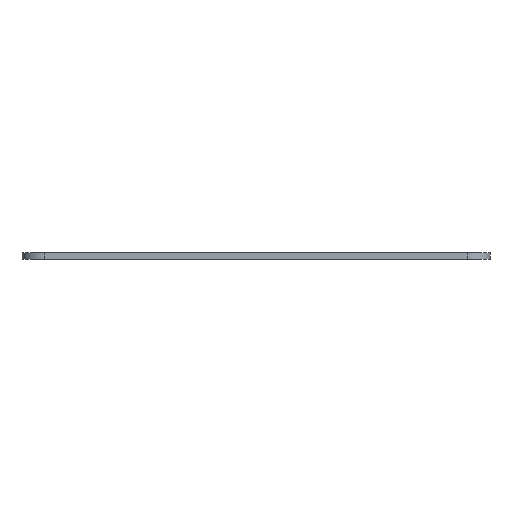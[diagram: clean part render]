
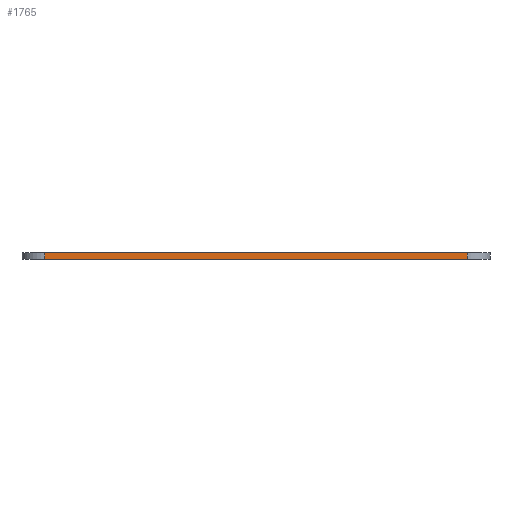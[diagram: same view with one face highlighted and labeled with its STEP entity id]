
A CAD part, front view. The second image highlights one B-rep face of the part: STEP entity #1765.
In plain terms, the highlighted planar face has unit normal (0, -1, 0).
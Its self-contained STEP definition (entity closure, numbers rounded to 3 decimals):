
#129=PLANE('',#1870);
#207=FACE_OUTER_BOUND('',#289,.T.);
#289=EDGE_LOOP('',(#1493,#1494,#1495,#1496));
#549=LINE('',#2752,#773);
#550=LINE('',#2754,#774);
#551=LINE('',#2756,#775);
#552=LINE('',#2757,#776);
#773=VECTOR('',#2263,10.);
#774=VECTOR('',#2264,10.);
#775=VECTOR('',#2265,10.);
#776=VECTOR('',#2266,10.);
#949=VERTEX_POINT('',#2750);
#950=VERTEX_POINT('',#2751);
#951=VERTEX_POINT('',#2753);
#952=VERTEX_POINT('',#2755);
#1181=EDGE_CURVE('',#949,#950,#549,.T.);
#1182=EDGE_CURVE('',#949,#951,#550,.T.);
#1183=EDGE_CURVE('',#952,#951,#551,.T.);
#1184=EDGE_CURVE('',#950,#952,#552,.T.);
#1493=ORIENTED_EDGE('',*,*,#1181,.F.);
#1494=ORIENTED_EDGE('',*,*,#1182,.T.);
#1495=ORIENTED_EDGE('',*,*,#1183,.F.);
#1496=ORIENTED_EDGE('',*,*,#1184,.F.);
#1765=ADVANCED_FACE('',(#207),#129,.T.);
#1870=AXIS2_PLACEMENT_3D('',#2749,#2261,#2262);
#2261=DIRECTION('center_axis',(0.,-1.,0.));
#2262=DIRECTION('ref_axis',(1.,0.,0.));
#2263=DIRECTION('',(-1.,0.,0.));
#2264=DIRECTION('',(0.,0.,1.));
#2265=DIRECTION('',(1.,0.,0.));
#2266=DIRECTION('',(0.,0.,1.));
#2749=CARTESIAN_POINT('Origin',(84.258,-231.98,-28.391));
#2750=CARTESIAN_POINT('',(176.595,-231.98,-28.391));
#2751=CARTESIAN_POINT('',(84.258,-231.98,-28.391));
#2752=CARTESIAN_POINT('',(176.595,-231.98,-28.391));
#2753=CARTESIAN_POINT('',(176.595,-231.98,-26.891));
#2754=CARTESIAN_POINT('',(176.595,-231.98,-28.391));
#2755=CARTESIAN_POINT('',(84.258,-231.98,-26.891));
#2756=CARTESIAN_POINT('',(176.595,-231.98,-26.891));
#2757=CARTESIAN_POINT('',(84.258,-231.98,-28.391));
